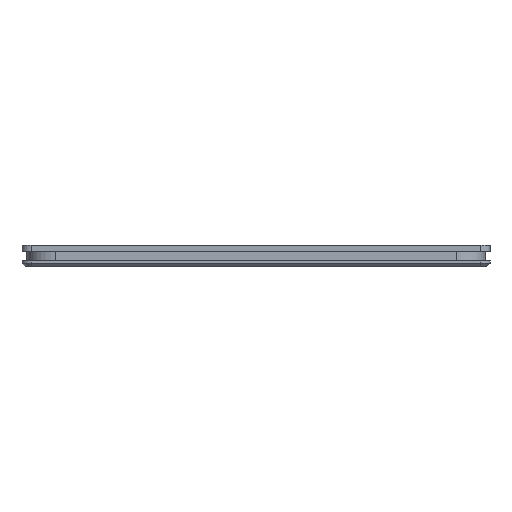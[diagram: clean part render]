
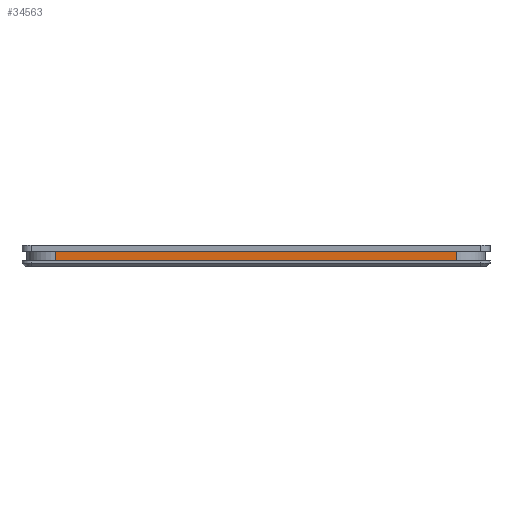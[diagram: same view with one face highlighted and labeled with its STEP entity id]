
A CAD part, left-side view. The second image highlights one B-rep face of the part: STEP entity #34563.
In plain terms, the highlighted planar face has unit normal (-1, 0, 0).
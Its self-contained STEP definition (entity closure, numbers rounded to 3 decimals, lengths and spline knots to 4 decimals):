
#9035=DIRECTION('',(0.,-1.,0.));
#9036=VECTOR('',#9035,3.462);
#9037=CARTESIAN_POINT('',(-1.981,1.731,-0.054));
#9038=LINE('',#9037,#9036);
#9063=DIRECTION('',(0.,0.,-1.));
#9064=VECTOR('',#9063,0.08);
#9065=CARTESIAN_POINT('',(-1.981,1.731,-0.054));
#9066=LINE('',#9065,#9064);
#9070=DIRECTION('',(0.,0.,-1.));
#9071=VECTOR('',#9070,0.08);
#9072=CARTESIAN_POINT('',(-1.981,-1.731,-0.054));
#9073=LINE('',#9072,#9071);
#9077=DIRECTION('',(0.,-1.,0.));
#9078=VECTOR('',#9077,3.462);
#9079=CARTESIAN_POINT('',(-1.981,1.731,-0.134));
#9080=LINE('',#9079,#9078);
#31187=CARTESIAN_POINT('',(-1.981,1.731,-0.054));
#31188=CARTESIAN_POINT('',(-1.981,1.731,-0.134));
#31189=VERTEX_POINT('',#31187);
#31190=VERTEX_POINT('',#31188);
#31191=CARTESIAN_POINT('',(-1.981,-1.731,-0.054));
#31192=CARTESIAN_POINT('',(-1.981,-1.731,-0.134));
#31193=VERTEX_POINT('',#31191);
#31194=VERTEX_POINT('',#31192);
#34550=CARTESIAN_POINT('',(-1.981,1.9425,-0.134));
#34551=DIRECTION('',(1.,0.,0.));
#34552=DIRECTION('',(0.,0.,1.));
#34553=AXIS2_PLACEMENT_3D('',#34550,#34551,#34552);
#34554=PLANE('',#34553);
#34556=ORIENTED_EDGE('',*,*,#34555,.F.);
#34557=ORIENTED_EDGE('',*,*,#34531,.T.);
#34559=ORIENTED_EDGE('',*,*,#34558,.T.);
#34560=ORIENTED_EDGE('',*,*,#32746,.F.);
#34561=EDGE_LOOP('',(#34556,#34557,#34559,#34560));
#34562=FACE_OUTER_BOUND('',#34561,.F.);
#32746=EDGE_CURVE('',#31190,#31194,#9080,.T.);
#34531=EDGE_CURVE('',#31189,#31193,#9038,.T.);
#34555=EDGE_CURVE('',#31189,#31190,#9066,.T.);
#34558=EDGE_CURVE('',#31193,#31194,#9073,.T.);
#34563=ADVANCED_FACE('',(#34562),#34554,.F.);
